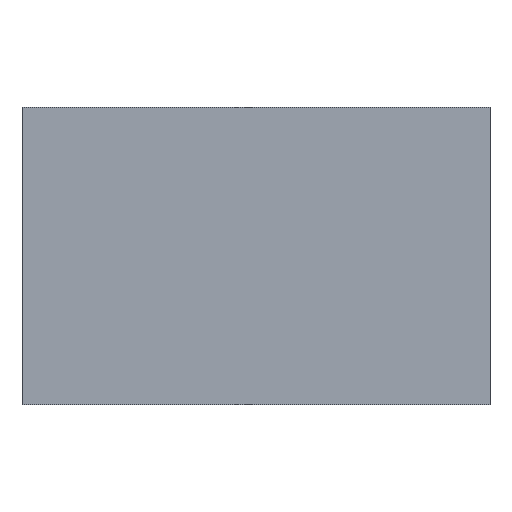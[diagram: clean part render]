
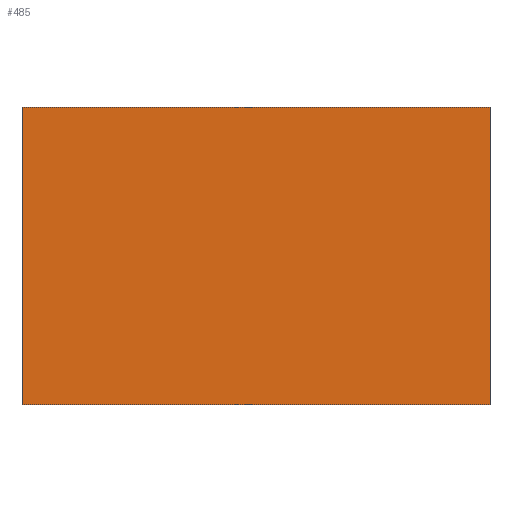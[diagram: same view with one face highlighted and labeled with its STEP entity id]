
A CAD part, left-side view. The second image highlights one B-rep face of the part: STEP entity #485.
In plain terms, the highlighted planar face has unit normal (-1, 0, 0).
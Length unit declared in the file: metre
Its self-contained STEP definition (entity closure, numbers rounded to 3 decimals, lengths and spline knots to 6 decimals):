
#485=ADVANCED_FACE('',(#656),#2567,.T.);
#656=FACE_OUTER_BOUND('',#827,.T.);
#827=EDGE_LOOP('',(#1039,#1040,#1041,#1042));
#1039=ORIENTED_EDGE('',*,*,#1803,.T.);
#1040=ORIENTED_EDGE('',*,*,#1804,.T.);
#1041=ORIENTED_EDGE('',*,*,#1805,.F.);
#1042=ORIENTED_EDGE('',*,*,#1806,.F.);
#1803=EDGE_CURVE('',#2315,#2316,#2185,.T.);
#1804=EDGE_CURVE('',#2316,#2317,#2186,.T.);
#1805=EDGE_CURVE('',#2318,#2317,#2187,.T.);
#1806=EDGE_CURVE('',#2315,#2318,#2188,.T.);
#2185=B_SPLINE_CURVE_WITH_KNOTS('',1,(#2838,#2839),.UNSPECIFIED.,.F.,.F.,
(2,2),(-440.,-330.),.UNSPECIFIED.);
#2186=B_SPLINE_CURVE_WITH_KNOTS('',1,(#2840,#2841),.UNSPECIFIED.,.F.,.F.,
(2,2),(0.,70.),.UNSPECIFIED.);
#2187=B_SPLINE_CURVE_WITH_KNOTS('',1,(#2842,#2843),.UNSPECIFIED.,.F.,.F.,
(2,2),(-440.,-330.),.UNSPECIFIED.);
#2188=B_SPLINE_CURVE_WITH_KNOTS('',1,(#2844,#2845),.UNSPECIFIED.,.F.,.F.,
(2,2),(0.,70.),.UNSPECIFIED.);
#2315=VERTEX_POINT('',#2822);
#2316=VERTEX_POINT('',#2823);
#2317=VERTEX_POINT('',#2824);
#2318=VERTEX_POINT('',#2825);
#2567=PLANE('',#2660);
#2660=AXIS2_PLACEMENT_3D('',#2812,#2736,$);
#2736=DIRECTION('',(-1.,0.,0.));
#2812=CARTESIAN_POINT('',(-1669.391102,-1747.12779,60.));
#2822=CARTESIAN_POINT('',(-1669.391102,-1747.12779,60.));
#2823=CARTESIAN_POINT('',(-1669.391102,-1637.12779,60.));
#2824=CARTESIAN_POINT('',(-1669.391102,-1637.12779,-10.));
#2825=CARTESIAN_POINT('',(-1669.391102,-1747.12779,-10.));
#2838=CARTESIAN_POINT('',(-1669.391102,-1747.12779,60.));
#2839=CARTESIAN_POINT('',(-1669.391102,-1637.12779,60.));
#2840=CARTESIAN_POINT('',(-1669.391102,-1637.12779,60.));
#2841=CARTESIAN_POINT('',(-1669.391102,-1637.12779,-10.));
#2842=CARTESIAN_POINT('',(-1669.391102,-1747.12779,-10.));
#2843=CARTESIAN_POINT('',(-1669.391102,-1637.12779,-10.));
#2844=CARTESIAN_POINT('',(-1669.391102,-1747.12779,60.));
#2845=CARTESIAN_POINT('',(-1669.391102,-1747.12779,-10.));
